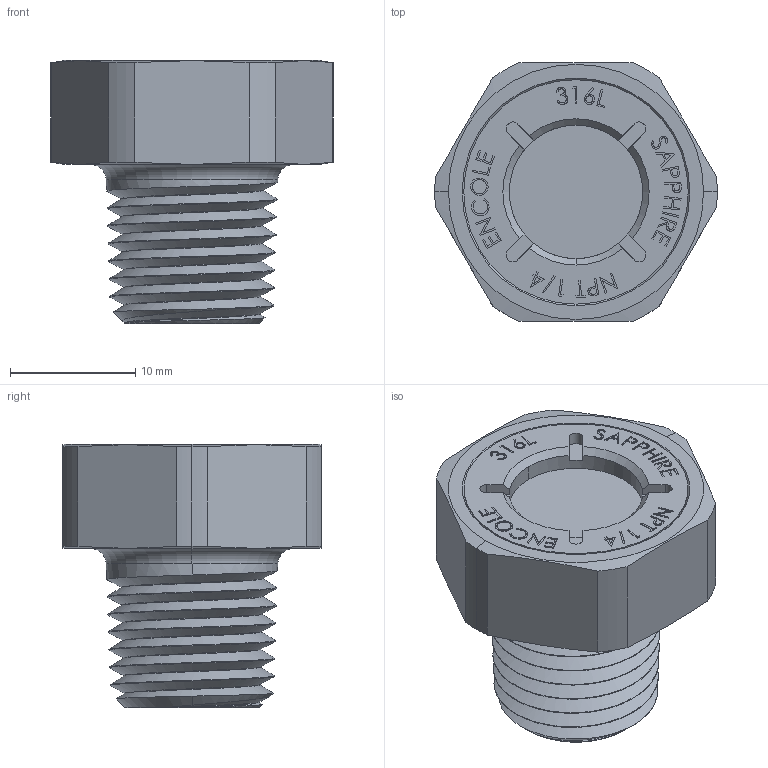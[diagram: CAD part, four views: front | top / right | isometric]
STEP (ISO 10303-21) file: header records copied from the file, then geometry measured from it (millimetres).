
FILE_DESCRIPTION (( 'STEP AP203' ), '1' );
FILE_NAME ('101990-SightGlass-NPT-1-4-316-Sa.STEP', '2024-05-16T19:54:40', ( '' ), ( '' ), 'SwSTEP 2.0', 'SolidWorks 2022', '' );
FILE_SCHEMA (( 'CONFIG_CONTROL_DESIGN' ));
Length unit declared in the file: millimetre
Products named in the file (1): 101990-SightGlass-NPT-1-4-316-Sa
Bounding box: 22.56 x 20.64 x 21.01 mm (x, y, z)
Volume: 3425.9 mm3; surface area: 4424 mm2
Topology: 4 solids, 4 shells, 422 faces, 1087 edges, 711 vertices
Faces by surface type: plane 244, bspline 81, cone 38, cylinder 35, torus 24
Entity records: 20304 total; most frequent: CARTESIAN_POINT 10467, ORIENTED_EDGE 2174, DIRECTION 1706, EDGE_CURVE 1087, VECTOR 716, LINE 716, VERTEX_POINT 711, AXIS2_PLACEMENT_3D 495
